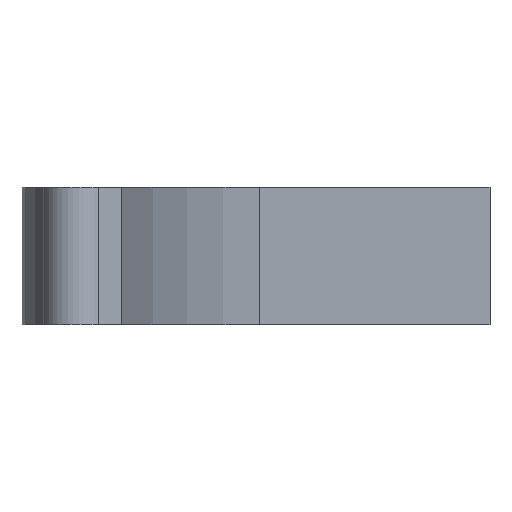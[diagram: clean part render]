
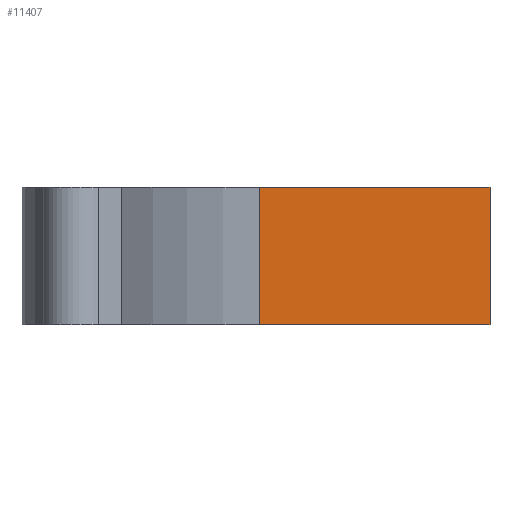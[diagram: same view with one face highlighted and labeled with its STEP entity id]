
A CAD part, left-side view. The second image highlights one B-rep face of the part: STEP entity #11407.
In plain terms, the highlighted planar face has unit normal (-1, 0, 0).
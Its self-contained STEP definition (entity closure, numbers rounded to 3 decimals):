
#9919 = PLANE('',#9920);
#9920 = AXIS2_PLACEMENT_3D('',#9921,#9922,#9923);
#9921 = CARTESIAN_POINT('',(19.48,-13.387,13.));
#9922 = DIRECTION('',(0.,0.,-1.));
#9923 = DIRECTION('',(-1.,0.,0.));
#9978 = PLANE('',#9979);
#9979 = AXIS2_PLACEMENT_3D('',#9980,#9981,#9982);
#9980 = CARTESIAN_POINT('',(19.48,-13.387,-2.));
#9981 = DIRECTION('',(0.,0.,-1.));
#9982 = DIRECTION('',(-1.,0.,0.));
#10340 = VERTEX_POINT('',#10341);
#10341 = CARTESIAN_POINT('',(-27.8,-25.1,-2.));
#10355 = PLANE('',#10356);
#10356 = AXIS2_PLACEMENT_3D('',#10357,#10358,#10359);
#10357 = CARTESIAN_POINT('',(-27.8,-25.1,-2.));
#10358 = DIRECTION('',(0.,1.,0.));
#10359 = DIRECTION('',(1.,0.,0.));
#10367 = EDGE_CURVE('',#10368,#10340,#10370,.T.);
#10368 = VERTEX_POINT('',#10369);
#10369 = CARTESIAN_POINT('',(-27.8,0.,-2.));
#10370 = SURFACE_CURVE('',#10371,(#10375,#10382),.PCURVE_S1.);
#10371 = LINE('',#10372,#10373);
#10372 = CARTESIAN_POINT('',(-27.8,0.,-2.));
#10373 = VECTOR('',#10374,1.);
#10374 = DIRECTION('',(0.,-1.,0.));
#10375 = PCURVE('',#9978,#10376);
#10376 = DEFINITIONAL_REPRESENTATION('',(#10377),#10381);
#10377 = LINE('',#10378,#10379);
#10378 = CARTESIAN_POINT('',(47.28,13.387));
#10379 = VECTOR('',#10380,1.);
#10380 = DIRECTION('',(0.,-1.));
#10381 = ( GEOMETRIC_REPRESENTATION_CONTEXT(2) 
PARAMETRIC_REPRESENTATION_CONTEXT() REPRESENTATION_CONTEXT('2D SPACE',''
  ) );
#10382 = PCURVE('',#10383,#10388);
#10383 = PLANE('',#10384);
#10384 = AXIS2_PLACEMENT_3D('',#10385,#10386,#10387);
#10385 = CARTESIAN_POINT('',(-27.8,0.,-2.));
#10386 = DIRECTION('',(1.,0.,0.));
#10387 = DIRECTION('',(0.,-1.,0.));
#10388 = DEFINITIONAL_REPRESENTATION('',(#10389),#10393);
#10389 = LINE('',#10390,#10391);
#10390 = CARTESIAN_POINT('',(0.,0.));
#10391 = VECTOR('',#10392,1.);
#10392 = DIRECTION('',(1.,0.));
#10393 = ( GEOMETRIC_REPRESENTATION_CONTEXT(2) 
PARAMETRIC_REPRESENTATION_CONTEXT() REPRESENTATION_CONTEXT('2D SPACE',''
  ) );
#10416 = CYLINDRICAL_SURFACE('',#10417,25.9);
#10417 = AXIS2_PLACEMENT_3D('',#10418,#10419,#10420);
#10418 = CARTESIAN_POINT('',(-1.9,0.,-2.));
#10419 = DIRECTION('',(-0.,-0.,-1.));
#10420 = DIRECTION('',(1.,0.,0.));
#10740 = VERTEX_POINT('',#10741);
#10741 = CARTESIAN_POINT('',(-27.8,-25.1,13.));
#10762 = EDGE_CURVE('',#10763,#10740,#10765,.T.);
#10763 = VERTEX_POINT('',#10764);
#10764 = CARTESIAN_POINT('',(-27.8,0.,13.));
#10765 = SURFACE_CURVE('',#10766,(#10770,#10777),.PCURVE_S1.);
#10766 = LINE('',#10767,#10768);
#10767 = CARTESIAN_POINT('',(-27.8,0.,13.));
#10768 = VECTOR('',#10769,1.);
#10769 = DIRECTION('',(0.,-1.,0.));
#10770 = PCURVE('',#9919,#10771);
#10771 = DEFINITIONAL_REPRESENTATION('',(#10772),#10776);
#10772 = LINE('',#10773,#10774);
#10773 = CARTESIAN_POINT('',(47.28,13.387));
#10774 = VECTOR('',#10775,1.);
#10775 = DIRECTION('',(0.,-1.));
#10776 = ( GEOMETRIC_REPRESENTATION_CONTEXT(2) 
PARAMETRIC_REPRESENTATION_CONTEXT() REPRESENTATION_CONTEXT('2D SPACE',''
  ) );
#10777 = PCURVE('',#10383,#10778);
#10778 = DEFINITIONAL_REPRESENTATION('',(#10779),#10783);
#10779 = LINE('',#10780,#10781);
#10780 = CARTESIAN_POINT('',(0.,-15.));
#10781 = VECTOR('',#10782,1.);
#10782 = DIRECTION('',(1.,0.));
#10783 = ( GEOMETRIC_REPRESENTATION_CONTEXT(2) 
PARAMETRIC_REPRESENTATION_CONTEXT() REPRESENTATION_CONTEXT('2D SPACE',''
  ) );
#11359 = EDGE_CURVE('',#10368,#10763,#11360,.T.);
#11360 = SURFACE_CURVE('',#11361,(#11365,#11372),.PCURVE_S1.);
#11361 = LINE('',#11362,#11363);
#11362 = CARTESIAN_POINT('',(-27.8,0.,-2.));
#11363 = VECTOR('',#11364,1.);
#11364 = DIRECTION('',(0.,0.,1.));
#11365 = PCURVE('',#10416,#11366);
#11366 = DEFINITIONAL_REPRESENTATION('',(#11367),#11371);
#11367 = LINE('',#11368,#11369);
#11368 = CARTESIAN_POINT('',(-3.142,0.));
#11369 = VECTOR('',#11370,1.);
#11370 = DIRECTION('',(-0.,-1.));
#11371 = ( GEOMETRIC_REPRESENTATION_CONTEXT(2) 
PARAMETRIC_REPRESENTATION_CONTEXT() REPRESENTATION_CONTEXT('2D SPACE',''
  ) );
#11372 = PCURVE('',#10383,#11373);
#11373 = DEFINITIONAL_REPRESENTATION('',(#11374),#11378);
#11374 = LINE('',#11375,#11376);
#11375 = CARTESIAN_POINT('',(0.,0.));
#11376 = VECTOR('',#11377,1.);
#11377 = DIRECTION('',(0.,-1.));
#11378 = ( GEOMETRIC_REPRESENTATION_CONTEXT(2) 
PARAMETRIC_REPRESENTATION_CONTEXT() REPRESENTATION_CONTEXT('2D SPACE',''
  ) );
#11407 = ADVANCED_FACE('',(#11408),#10383,.F.);
#11408 = FACE_BOUND('',#11409,.F.);
#11409 = EDGE_LOOP('',(#11410,#11411,#11412,#11433));
#11410 = ORIENTED_EDGE('',*,*,#11359,.T.);
#11411 = ORIENTED_EDGE('',*,*,#10762,.T.);
#11412 = ORIENTED_EDGE('',*,*,#11413,.F.);
#11413 = EDGE_CURVE('',#10340,#10740,#11414,.T.);
#11414 = SURFACE_CURVE('',#11415,(#11419,#11426),.PCURVE_S1.);
#11415 = LINE('',#11416,#11417);
#11416 = CARTESIAN_POINT('',(-27.8,-25.1,-2.));
#11417 = VECTOR('',#11418,1.);
#11418 = DIRECTION('',(0.,0.,1.));
#11419 = PCURVE('',#10383,#11420);
#11420 = DEFINITIONAL_REPRESENTATION('',(#11421),#11425);
#11421 = LINE('',#11422,#11423);
#11422 = CARTESIAN_POINT('',(25.1,0.));
#11423 = VECTOR('',#11424,1.);
#11424 = DIRECTION('',(0.,-1.));
#11425 = ( GEOMETRIC_REPRESENTATION_CONTEXT(2) 
PARAMETRIC_REPRESENTATION_CONTEXT() REPRESENTATION_CONTEXT('2D SPACE',''
  ) );
#11426 = PCURVE('',#10355,#11427);
#11427 = DEFINITIONAL_REPRESENTATION('',(#11428),#11432);
#11428 = LINE('',#11429,#11430);
#11429 = CARTESIAN_POINT('',(0.,0.));
#11430 = VECTOR('',#11431,1.);
#11431 = DIRECTION('',(0.,-1.));
#11432 = ( GEOMETRIC_REPRESENTATION_CONTEXT(2) 
PARAMETRIC_REPRESENTATION_CONTEXT() REPRESENTATION_CONTEXT('2D SPACE',''
  ) );
#11433 = ORIENTED_EDGE('',*,*,#10367,.F.);
